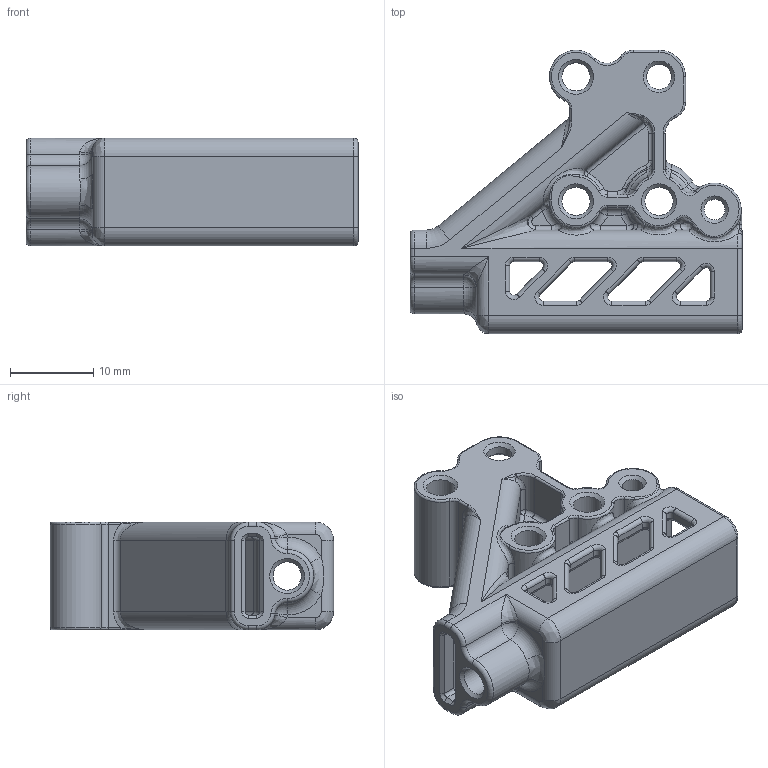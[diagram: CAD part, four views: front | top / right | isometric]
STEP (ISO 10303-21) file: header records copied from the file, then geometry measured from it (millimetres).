
FILE_DESCRIPTION(/* description */ (''),/* implementation_level */ '2;1');
FILE_NAME(/* name */ 'MP_DooKi3_SLM_XY_Tensioner.step',/* time_stamp */ '2024-07-25T14:38:48-04:00',/* author */ (''),/* organization */ (''),/* preprocessor_version */ 'ST-DEVELOPER v20',/* originating_system */ 'Autodesk Translation Framework v13.14.0.145',/* authorisation */ '');
FILE_SCHEMA (('AUTOMOTIVE_DESIGN { 1 0 10303 214 3 1 1 }'));
Length unit declared in the file: millimetre
Products named in the file (1): Tensioner
Bounding box: 40 x 34.14 x 13 mm (x, y, z)
Volume: 6134.9 mm3; surface area: 6373.4 mm2
Topology: 1 solids, 1 shells, 634 faces, 1497 edges, 854 vertices
Faces by surface type: cylinder 240, torus 168, bspline 107, plane 82, cone 25, sphere 12
Full cylindrical faces by diameter (mm): 2.5 x1, 3 x1, 3.4 x5, 6.4 x1
Entity records: 24243 total; most frequent: CARTESIAN_POINT 9760, DIRECTION 3207, ORIENTED_EDGE 2970, EDGE_CURVE 1485, AXIS2_PLACEMENT_3D 1363, VERTEX_POINT 854, CIRCLE 814, EDGE_LOOP 667
